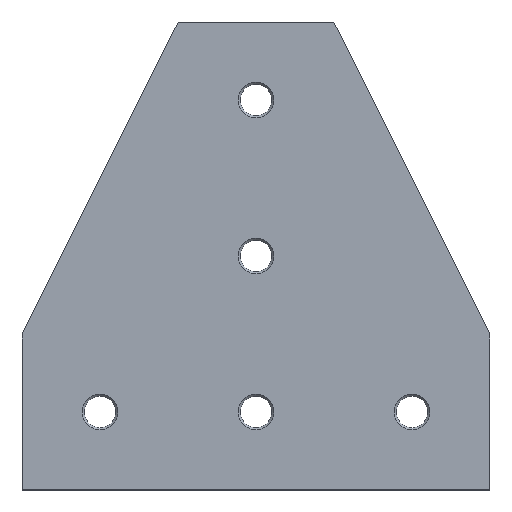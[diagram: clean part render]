
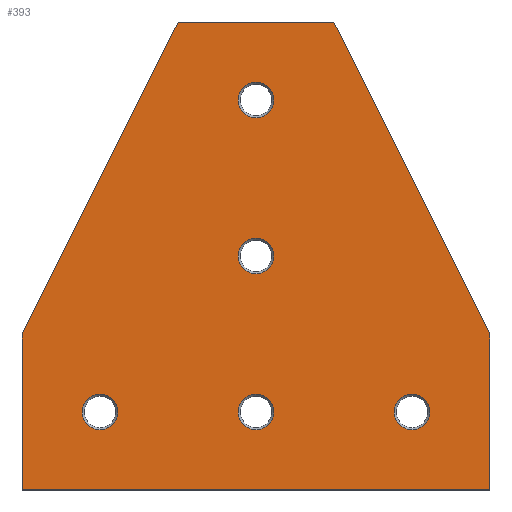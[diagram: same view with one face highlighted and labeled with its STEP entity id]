
A CAD part, top view. The second image highlights one B-rep face of the part: STEP entity #393.
In plain terms, the highlighted planar face has unit normal (0, 0, 1).
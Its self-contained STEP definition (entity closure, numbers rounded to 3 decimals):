
#25=FACE_BOUND('',#79,.T.);
#26=FACE_BOUND('',#80,.T.);
#27=FACE_BOUND('',#81,.T.);
#28=FACE_BOUND('',#82,.T.);
#29=FACE_BOUND('',#83,.T.);
#31=PLANE('',#446);
#50=FACE_OUTER_BOUND('',#78,.T.);
#78=EDGE_LOOP('',(#320,#321,#322,#323,#324,#325));
#79=EDGE_LOOP('',(#326));
#80=EDGE_LOOP('',(#327));
#81=EDGE_LOOP('',(#328));
#82=EDGE_LOOP('',(#329));
#83=EDGE_LOOP('',(#330));
#111=LINE('',#653,#144);
#112=LINE('',#655,#145);
#113=LINE('',#657,#146);
#114=LINE('',#659,#147);
#115=LINE('',#661,#148);
#116=LINE('',#662,#149);
#144=VECTOR('',#538,10.);
#145=VECTOR('',#539,10.);
#146=VECTOR('',#540,10.);
#147=VECTOR('',#541,10.);
#148=VECTOR('',#542,10.);
#149=VECTOR('',#543,10.);
#175=CIRCLE('',#445,4.55);
#176=CIRCLE('',#447,4.55);
#177=CIRCLE('',#448,4.55);
#178=CIRCLE('',#449,4.55);
#179=CIRCLE('',#450,4.55);
#201=VERTEX_POINT('',#647);
#202=VERTEX_POINT('',#651);
#203=VERTEX_POINT('',#652);
#204=VERTEX_POINT('',#654);
#205=VERTEX_POINT('',#656);
#206=VERTEX_POINT('',#658);
#207=VERTEX_POINT('',#660);
#208=VERTEX_POINT('',#663);
#209=VERTEX_POINT('',#665);
#210=VERTEX_POINT('',#667);
#211=VERTEX_POINT('',#669);
#243=EDGE_CURVE('',#201,#201,#175,.T.);
#245=EDGE_CURVE('',#202,#203,#111,.T.);
#246=EDGE_CURVE('',#203,#204,#112,.T.);
#247=EDGE_CURVE('',#204,#205,#113,.T.);
#248=EDGE_CURVE('',#205,#206,#114,.T.);
#249=EDGE_CURVE('',#206,#207,#115,.T.);
#250=EDGE_CURVE('',#207,#202,#116,.T.);
#251=EDGE_CURVE('',#208,#208,#176,.T.);
#252=EDGE_CURVE('',#209,#209,#177,.T.);
#253=EDGE_CURVE('',#210,#210,#178,.T.);
#254=EDGE_CURVE('',#211,#211,#179,.T.);
#320=ORIENTED_EDGE('',*,*,#245,.T.);
#321=ORIENTED_EDGE('',*,*,#246,.T.);
#322=ORIENTED_EDGE('',*,*,#247,.T.);
#323=ORIENTED_EDGE('',*,*,#248,.T.);
#324=ORIENTED_EDGE('',*,*,#249,.T.);
#325=ORIENTED_EDGE('',*,*,#250,.T.);
#326=ORIENTED_EDGE('',*,*,#251,.F.);
#327=ORIENTED_EDGE('',*,*,#252,.F.);
#328=ORIENTED_EDGE('',*,*,#253,.F.);
#329=ORIENTED_EDGE('',*,*,#254,.F.);
#330=ORIENTED_EDGE('',*,*,#243,.F.);
#393=ADVANCED_FACE('',(#50,#25,#26,#27,#28,#29),#31,.T.);
#445=AXIS2_PLACEMENT_3D('',#648,#533,#534);
#446=AXIS2_PLACEMENT_3D('',#650,#536,#537);
#447=AXIS2_PLACEMENT_3D('',#664,#544,#545);
#448=AXIS2_PLACEMENT_3D('',#666,#546,#547);
#449=AXIS2_PLACEMENT_3D('',#668,#548,#549);
#450=AXIS2_PLACEMENT_3D('',#670,#550,#551);
#533=DIRECTION('center_axis',(0.,0.,1.));
#534=DIRECTION('ref_axis',(1.,0.,0.));
#536=DIRECTION('center_axis',(0.,0.,1.));
#537=DIRECTION('ref_axis',(1.,0.,0.));
#538=DIRECTION('',(-1.,0.,0.));
#539=DIRECTION('',(-0.447,-0.894,0.));
#540=DIRECTION('',(0.,-1.,0.));
#541=DIRECTION('',(1.,0.,0.));
#542=DIRECTION('',(0.,1.,0.));
#543=DIRECTION('',(-0.447,0.894,0.));
#544=DIRECTION('center_axis',(0.,0.,1.));
#545=DIRECTION('ref_axis',(1.,0.,0.));
#546=DIRECTION('center_axis',(0.,0.,1.));
#547=DIRECTION('ref_axis',(1.,0.,0.));
#548=DIRECTION('center_axis',(0.,0.,1.));
#549=DIRECTION('ref_axis',(1.,0.,0.));
#550=DIRECTION('center_axis',(0.,0.,1.));
#551=DIRECTION('ref_axis',(1.,0.,0.));
#647=CARTESIAN_POINT('',(30.45,20.,6.));
#648=CARTESIAN_POINT('Origin',(35.,20.,6.));
#650=CARTESIAN_POINT('Origin',(-5.,60.,6.));
#651=CARTESIAN_POINT('',(15.,120.,6.));
#652=CARTESIAN_POINT('',(-25.,120.,6.));
#653=CARTESIAN_POINT('',(-5.,120.,6.));
#654=CARTESIAN_POINT('',(-65.,40.,6.));
#655=CARTESIAN_POINT('',(-25.,120.,6.));
#656=CARTESIAN_POINT('',(-65.,0.,6.));
#657=CARTESIAN_POINT('',(-65.,0.,6.));
#658=CARTESIAN_POINT('',(55.,0.,6.));
#659=CARTESIAN_POINT('',(-65.,0.,6.));
#660=CARTESIAN_POINT('',(55.,40.,6.));
#661=CARTESIAN_POINT('',(55.,0.,6.));
#662=CARTESIAN_POINT('',(15.,120.,6.));
#663=CARTESIAN_POINT('',(-49.55,20.,6.));
#664=CARTESIAN_POINT('Origin',(-45.,20.,6.));
#665=CARTESIAN_POINT('',(-9.55,100.,6.));
#666=CARTESIAN_POINT('Origin',(-5.,100.,6.));
#667=CARTESIAN_POINT('',(-9.55,60.,6.));
#668=CARTESIAN_POINT('Origin',(-5.,60.,6.));
#669=CARTESIAN_POINT('',(-9.55,20.,6.));
#670=CARTESIAN_POINT('Origin',(-5.,20.,6.));
